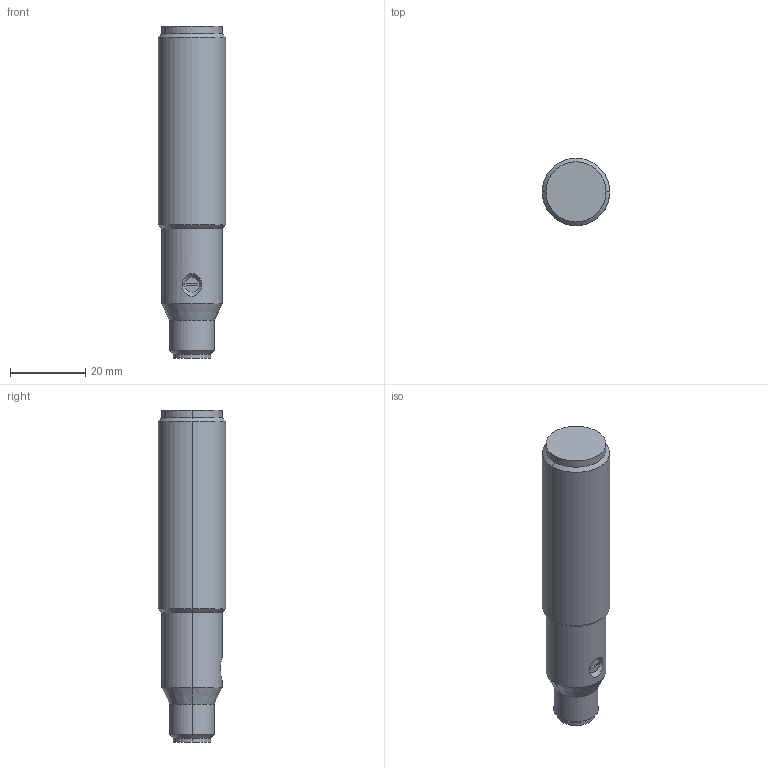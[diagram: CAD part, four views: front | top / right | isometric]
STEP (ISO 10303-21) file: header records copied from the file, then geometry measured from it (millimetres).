
FILE_DESCRIPTION((''),'2;1');
FILE_NAME('CAD1554','2012-02-14T',('dhelisch'),(''),'PRO/ENGINEER BY PARAMETRIC TECHNOLOGY CORPORATION, 2007250','PRO/ENGINEER BY PARAMETRIC TECHNOLOGY CORPORATION, 2007250','');
FILE_SCHEMA(('CONFIG_CONTROL_DESIGN'));
Length unit declared in the file: millimetre
Products named in the file (1): CAD1554
Bounding box: 18 x 18 x 88.5 mm (x, y, z)
Volume: 19359.1 mm3; surface area: 4973.9 mm2
Topology: 1 solids, 1 shells, 28 faces, 56 edges, 32 vertices
Faces by surface type: cylinder 10, cone 10, plane 8
Entity records: 1020 total; most frequent: CARTESIAN_POINT 144, DIRECTION 132, ORIENTED_EDGE 112, COLOUR_RGB 65, PRESENTATION_STYLE_ASSIGNMENT 57, STYLED_ITEM 57, CURVE_STYLE 56, EDGE_CURVE 56
